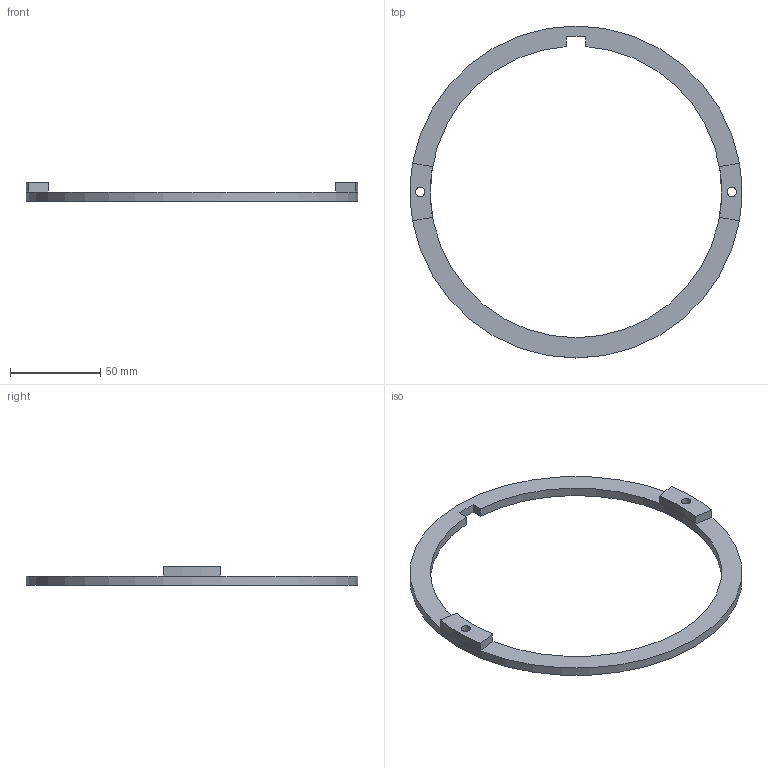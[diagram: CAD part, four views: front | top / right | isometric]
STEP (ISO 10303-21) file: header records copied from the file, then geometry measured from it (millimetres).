
FILE_DESCRIPTION(/* description */ (''),/* implementation_level */ '2;1');
FILE_NAME(/* name */ 'ASM_Mounting_Ring_Front.stp',/* time_stamp */ '2024-09-30T19:00:26+02:00',/* author */ ('ppovolni'),/* organization */ (''),/* preprocessor_version */ 'ST-DEVELOPER v18.1',/* originating_system */ 'Autodesk Inventor 2022',/* authorisation */ '');
FILE_SCHEMA (('AUTOMOTIVE_DESIGN { 1 0 10303 214 3 1 1 }'));
Length unit declared in the file: millimetre
Products named in the file (4): Baugruppe_Montage_Ring_Vorne; Montage_Ring_Vorne; Montage_Ring_Vorne_Aufdickung_Gewinde; Montage_Ring_Vorne_Aufdickung_Gewinde_MIR
Assembly tree (3 placements, depth 2):
  Baugruppe_Montage_Ring_Vorne
    Montage_Ring_Vorne
    Montage_Ring_Vorne_Aufdickung_Gewinde
    Montage_Ring_Vorne_Aufdickung_Gewinde_MIR
Bounding box: 183.6 x 183.6 x 10 mm (x, y, z)
Volume: 32972.7 mm3; surface area: 19812.8 mm2
Topology: 3 solids, 3 shells, 23 faces, 51 edges, 34 vertices
Faces by surface type: plane 12, cylinder 11
Full cylindrical faces by diameter (mm): 5.2 x4, 183.6 x1
Entity records: 812 total; most frequent: DIRECTION 133, CARTESIAN_POINT 115, ORIENTED_EDGE 102, AXIS2_PLACEMENT_3D 52, EDGE_CURVE 51, VERTEX_POINT 34, EDGE_LOOP 33, LINE 29
